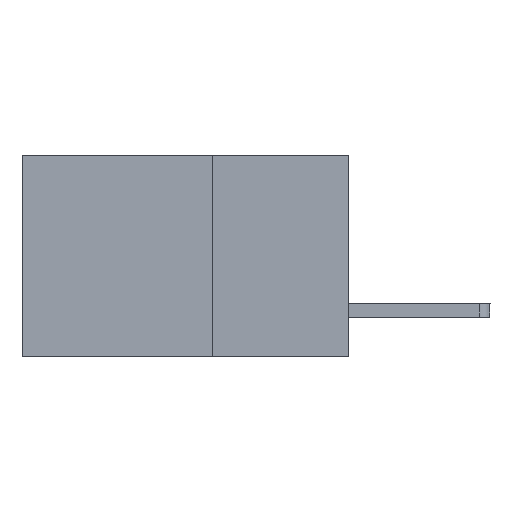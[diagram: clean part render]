
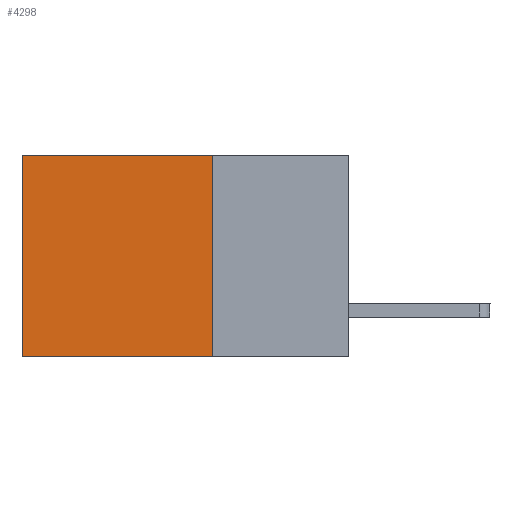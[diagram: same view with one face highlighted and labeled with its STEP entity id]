
A CAD part, left-side view. The second image highlights one B-rep face of the part: STEP entity #4298.
In plain terms, the highlighted planar face has unit normal (-1, 0, 0).
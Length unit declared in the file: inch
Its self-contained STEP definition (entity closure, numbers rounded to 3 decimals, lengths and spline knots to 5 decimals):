
#55 = VECTOR ( 'NONE', #7974, 39.37008 ) ;
#95 = CARTESIAN_POINT ( 'NONE',  ( 0.298, 0.25, 0. ) ) ;
#359 = CARTESIAN_POINT ( 'NONE',  ( 0.298, 0.25, 0. ) ) ;
#595 = CARTESIAN_POINT ( 'NONE',  ( 0.298, 0.25, 0. ) ) ;
#1005 = CARTESIAN_POINT ( 'NONE',  ( 0.298, 0.6, 0. ) ) ;
#1362 = VECTOR ( 'NONE', #7848, 39.37008 ) ;
#1529 = AXIS2_PLACEMENT_3D ( 'NONE', #95, #5704, #5943 ) ;
#1607 = EDGE_CURVE ( 'NONE', #5350, #5760, #1793, .T. ) ;
#1766 = EDGE_CURVE ( 'NONE', #3484, #7304, #3228, .T. ) ;
#1793 = LINE ( 'NONE', #1005, #1362 ) ;
#1993 = DIRECTION ( 'NONE',  ( 0., 0., -1. ) ) ;
#3146 = CARTESIAN_POINT ( 'NONE',  ( 0.298, 0.25, -0.37 ) ) ;
#3228 = LINE ( 'NONE', #595, #3669 ) ;
#3251 = ORIENTED_EDGE ( 'NONE', *, *, #4409, .F. ) ;
#3484 = VERTEX_POINT ( 'NONE', #359 ) ;
#3669 = VECTOR ( 'NONE', #1993, 39.37008 ) ;
#4193 = ORIENTED_EDGE ( 'NONE', *, *, #1607, .T. ) ;
#4298 = ADVANCED_FACE ( 'NONE', ( #6780 ), #7064, .F. ) ;
#4306 = ORIENTED_EDGE ( 'NONE', *, *, #8887, .T. ) ;
#4409 = EDGE_CURVE ( 'NONE', #7304, #5760, #7988, .T. ) ;
#4744 = CARTESIAN_POINT ( 'NONE',  ( 0.298, 0.6, -0.37 ) ) ;
#5039 = ORIENTED_EDGE ( 'NONE', *, *, #1766, .F. ) ;
#5164 = CARTESIAN_POINT ( 'NONE',  ( 0.298, 0.25, -0.37 ) ) ;
#5350 = VERTEX_POINT ( 'NONE', #6224 ) ;
#5704 = DIRECTION ( 'NONE',  ( 1., 0., 0. ) ) ;
#5760 = VERTEX_POINT ( 'NONE', #4744 ) ;
#5943 = DIRECTION ( 'NONE',  ( 0., 0., -1. ) ) ;
#6224 = CARTESIAN_POINT ( 'NONE',  ( 0.298, 0.6, 0. ) ) ;
#6624 = CARTESIAN_POINT ( 'NONE',  ( 0.298, 0.25, 0. ) ) ;
#6780 = FACE_OUTER_BOUND ( 'NONE', #8537, .T. ) ;
#7064 = PLANE ( 'NONE',  #1529 ) ;
#7304 = VERTEX_POINT ( 'NONE', #5164 ) ;
#7309 = DIRECTION ( 'NONE',  ( 0., 1., 0. ) ) ;
#7848 = DIRECTION ( 'NONE',  ( 0., 0., -1. ) ) ;
#7974 = DIRECTION ( 'NONE',  ( 0., 1., 0. ) ) ;
#7988 = LINE ( 'NONE', #3146, #8303 ) ;
#8251 = LINE ( 'NONE', #6624, #55 ) ;
#8303 = VECTOR ( 'NONE', #7309, 39.37008 ) ;
#8537 = EDGE_LOOP ( 'NONE', ( #4193, #3251, #5039, #4306 ) ) ;
#8887 = EDGE_CURVE ( 'NONE', #3484, #5350, #8251, .T. ) ;
